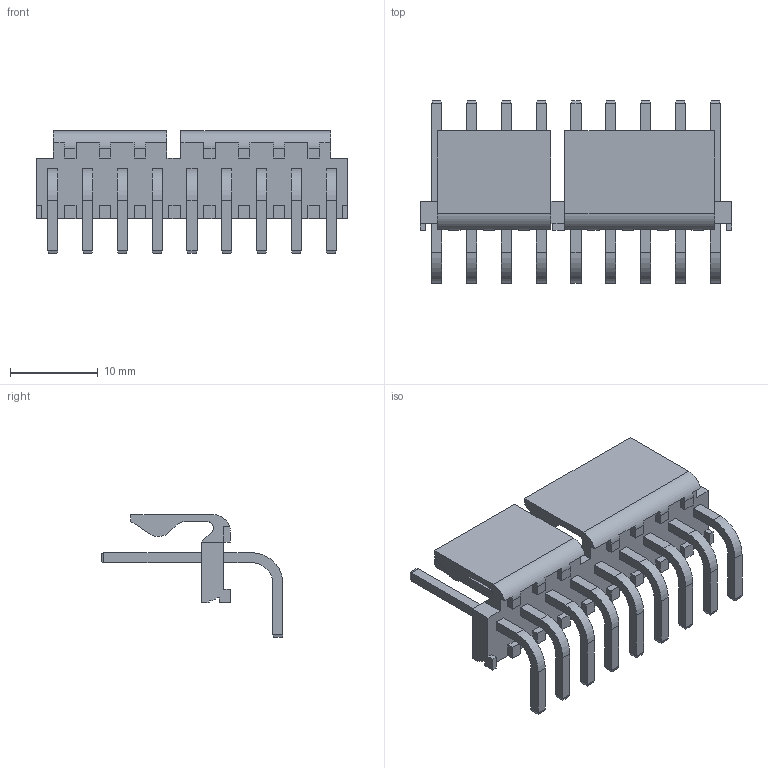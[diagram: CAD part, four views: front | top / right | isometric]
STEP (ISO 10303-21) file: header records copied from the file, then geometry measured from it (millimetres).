
FILE_DESCRIPTION(/* description */ ('model of Molex_KK-396_A-41792-0009_1x09_P3.96mm_Horizontal'),/* implementation_level */ '2;1');
FILE_NAME(/* name */ 'Molex_KK-396_A-41792-0009_1x09_P3.96mm_Horizontal.step',/* time_stamp */ '2022-01-07T13:39:34',/* author */ ('Franck Bourdonnec',''),/* organization */ (''),/* preprocessor_version */ '',/* originating_system */ '',/* authorisation */ '');
FILE_SCHEMA(('AUTOMOTIVE_DESIGN { 1 0 10303 214 1 1 1 1 }'));
Length unit declared in the file: millimetre
Products named in the file (1): Molex_A_41792_0009
Bounding box: 35.49 x 20.71 x 13.98 mm (x, y, z)
Volume: 1471.3 mm3; surface area: 2663.3 mm2
Topology: 1 solids, 1 shells, 318 faces, 819 edges, 522 vertices
Faces by surface type: plane 290, cylinder 28
Entity records: 22010 total; most frequent: CARTESIAN_POINT 3917, DIRECTION 2716, LINE 1902, VECTOR 1902, ORIENTED_EDGE 1638, PCURVE 1638, DEFINITIONAL_REPRESENTATION 1638, EDGE_CURVE 819
